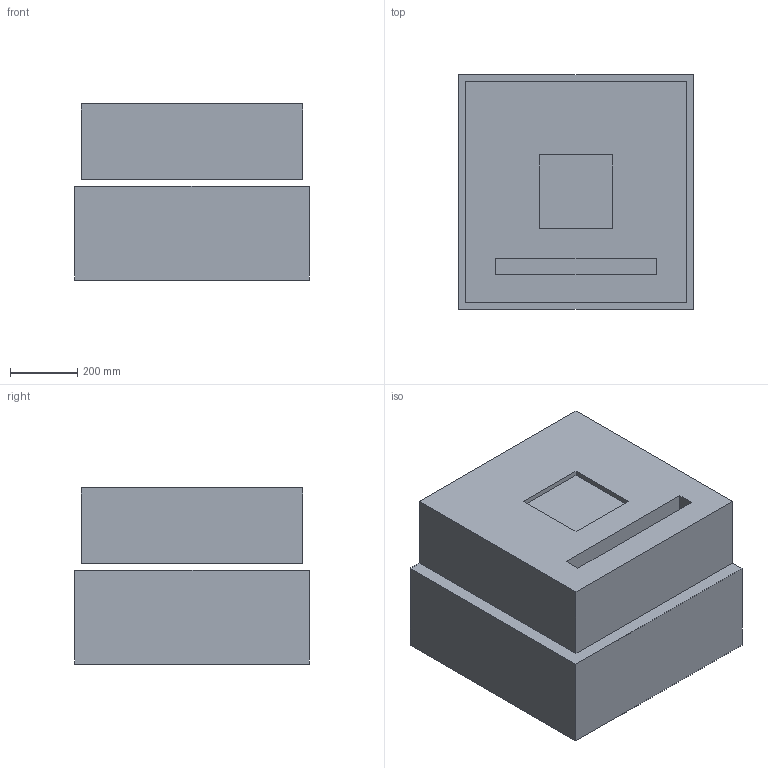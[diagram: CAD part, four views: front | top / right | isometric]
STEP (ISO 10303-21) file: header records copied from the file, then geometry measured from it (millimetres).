
FILE_DESCRIPTION(/* description */ (''),/* implementation_level */ '2;1');
FILE_NAME(/* name */ 'KeepOutVolumes_v1.stp',/* time_stamp */ '2019-02-06T14:22:49+01:00',/* author */ ('maps'),/* organization */ (''),/* preprocessor_version */ 'ST-DEVELOPER v17',/* originating_system */ 'Autodesk Inventor 2019',/* authorisation */ '');
FILE_SCHEMA (('AUTOMOTIVE_DESIGN { 1 0 10303 214 3 1 1 }'));
Length unit declared in the file: millimetre
Products named in the file (3): KeepOutVolumes_v1.1; FT_FEE_Volume_v1.1__minus__beam; core_volume_v1.1__minus__table_volume
Assembly tree (2 placements, depth 2):
  KeepOutVolumes_v1.1
    FT_FEE_Volume_v1.1__minus__beam
    core_volume_v1.1__minus__table_volume
Bounding box: 700 x 700 x 525 mm (x, y, z)
Volume: 221916000 mm3; surface area: 3560900 mm2
Topology: 2 solids, 2 shells, 25 faces, 60 edges, 40 vertices
Faces by surface type: plane 25
Entity records: 851 total; most frequent: CARTESIAN_POINT 130, ORIENTED_EDGE 120, DIRECTION 120, LINE 60, VECTOR 60, EDGE_CURVE 60, VERTEX_POINT 40, EDGE_LOOP 30
